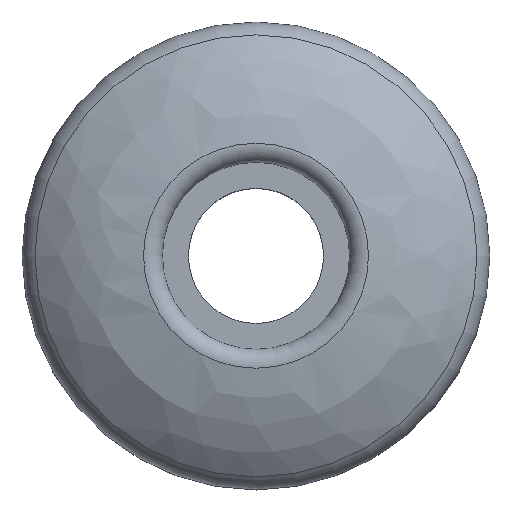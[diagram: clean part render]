
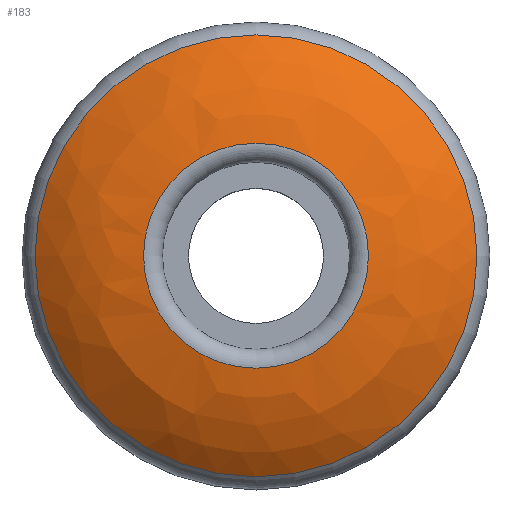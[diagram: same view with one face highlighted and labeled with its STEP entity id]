
A CAD part, top view. The second image highlights one B-rep face of the part: STEP entity #183.
In plain terms, the highlighted free-form (B-spline) face has degree [2, 2] with [3, 9] control points.
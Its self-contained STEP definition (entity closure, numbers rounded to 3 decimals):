
#32=(
BOUNDED_SURFACE()
B_SPLINE_SURFACE(2,2,((#367,#368,#369,#370,#371,#372,#373,#374,#375),(#376,
#377,#378,#379,#380,#381,#382,#383,#384),(#385,#386,#387,#388,#389,#390,
#391,#392,#393)),.UNSPECIFIED.,.F.,.T.,.F.)
B_SPLINE_SURFACE_WITH_KNOTS((3,3),(3,2,2,2,3),(0.892,1.477),
(-3.142,-1.571,0.,1.571,3.142),
 .UNSPECIFIED.)
GEOMETRIC_REPRESENTATION_ITEM()
RATIONAL_B_SPLINE_SURFACE(((1.,0.707,1.,0.707,1.,
0.707,1.,0.707,1.),(0.958,0.677,
0.958,0.677,0.958,0.677,
0.958,0.677,0.958),(1.,0.707,
1.,0.707,1.,0.707,1.,0.707,1.)))
REPRESENTATION_ITEM('')
SURFACE()
);
#37=FACE_OUTER_BOUND('',#49,.T.);
#49=EDGE_LOOP('',(#142,#143,#144,#145));
#69=CIRCLE('',#227,12.987);
#70=CIRCLE('',#228,23.438);
#71=CIRCLE('',#229,25.511);
#88=VERTEX_POINT('',#364);
#89=VERTEX_POINT('',#394);
#108=EDGE_CURVE('',#88,#88,#69,.T.);
#109=EDGE_CURVE('',#88,#89,#70,.T.);
#110=EDGE_CURVE('',#89,#89,#71,.T.);
#142=ORIENTED_EDGE('',*,*,#108,.F.);
#143=ORIENTED_EDGE('',*,*,#109,.T.);
#144=ORIENTED_EDGE('',*,*,#110,.F.);
#145=ORIENTED_EDGE('',*,*,#109,.F.);
#183=ADVANCED_FACE('',(#37),#32,.F.);
#227=AXIS2_PLACEMENT_3D('',#366,#275,#276);
#228=AXIS2_PLACEMENT_3D('',#395,#277,#278);
#229=AXIS2_PLACEMENT_3D('',#396,#279,#280);
#275=DIRECTION('center_axis',(0.,0.,1.));
#276=DIRECTION('ref_axis',(0.,-1.,0.));
#277=DIRECTION('center_axis',(0.,-1.,0.));
#278=DIRECTION('ref_axis',(-1.,0.,0.));
#279=DIRECTION('center_axis',(0.,0.,-1.));
#280=DIRECTION('ref_axis',(0.,-1.,0.));
#364=CARTESIAN_POINT('',(-12.987,0.,15.898));
#366=CARTESIAN_POINT('Origin',(0.,0.,15.898));
#367=CARTESIAN_POINT('Ctrl Pts',(-25.511,0.,10.809));
#368=CARTESIAN_POINT('Ctrl Pts',(-25.511,-25.511,10.809));
#369=CARTESIAN_POINT('Ctrl Pts',(0.,-25.511,10.809));
#370=CARTESIAN_POINT('Ctrl Pts',(25.511,-25.511,10.809));
#371=CARTESIAN_POINT('Ctrl Pts',(25.511,0.,10.809));
#372=CARTESIAN_POINT('Ctrl Pts',(25.511,25.511,10.809));
#373=CARTESIAN_POINT('Ctrl Pts',(0.,25.511,10.809));
#374=CARTESIAN_POINT('Ctrl Pts',(-25.511,25.511,10.809));
#375=CARTESIAN_POINT('Ctrl Pts',(-25.511,0.,10.809));
#376=CARTESIAN_POINT('Ctrl Pts',(-20.015,0.,15.239));
#377=CARTESIAN_POINT('Ctrl Pts',(-20.015,-20.015,15.239));
#378=CARTESIAN_POINT('Ctrl Pts',(0.,-20.015,15.239));
#379=CARTESIAN_POINT('Ctrl Pts',(20.015,-20.015,15.239));
#380=CARTESIAN_POINT('Ctrl Pts',(20.015,0.,15.239));
#381=CARTESIAN_POINT('Ctrl Pts',(20.015,20.015,15.239));
#382=CARTESIAN_POINT('Ctrl Pts',(0.,20.015,15.239));
#383=CARTESIAN_POINT('Ctrl Pts',(-20.015,20.015,15.239));
#384=CARTESIAN_POINT('Ctrl Pts',(-20.015,0.,15.239));
#385=CARTESIAN_POINT('Ctrl Pts',(-12.987,0.,15.898));
#386=CARTESIAN_POINT('Ctrl Pts',(-12.987,-12.987,15.898));
#387=CARTESIAN_POINT('Ctrl Pts',(0.,-12.987,15.898));
#388=CARTESIAN_POINT('Ctrl Pts',(12.987,-12.987,15.898));
#389=CARTESIAN_POINT('Ctrl Pts',(12.987,0.,15.898));
#390=CARTESIAN_POINT('Ctrl Pts',(12.987,12.987,15.898));
#391=CARTESIAN_POINT('Ctrl Pts',(0.,12.987,15.898));
#392=CARTESIAN_POINT('Ctrl Pts',(-12.987,12.987,15.898));
#393=CARTESIAN_POINT('Ctrl Pts',(-12.987,0.,15.898));
#394=CARTESIAN_POINT('',(-25.511,0.,10.809));
#395=CARTESIAN_POINT('Origin',(-10.8,0.,-7.438));
#396=CARTESIAN_POINT('Origin',(0.,0.,10.809));
